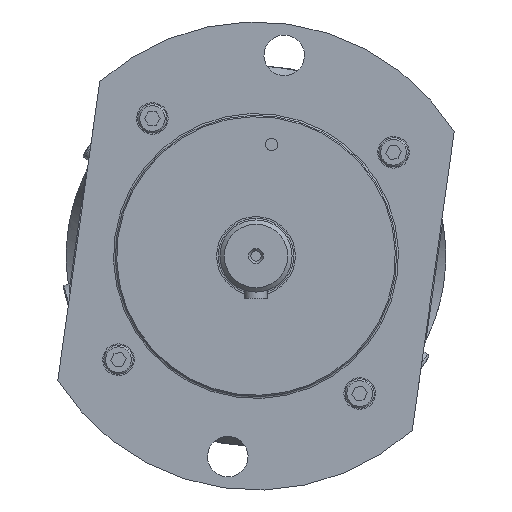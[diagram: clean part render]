
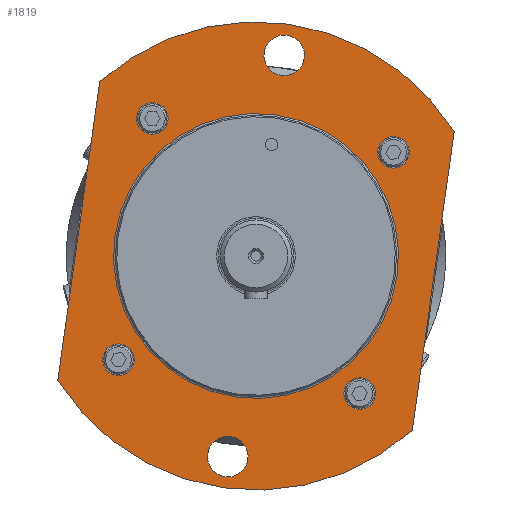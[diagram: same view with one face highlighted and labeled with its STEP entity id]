
A CAD part, front view. The second image highlights one B-rep face of the part: STEP entity #1819.
In plain terms, the highlighted planar face has unit normal (0, -1, 0).
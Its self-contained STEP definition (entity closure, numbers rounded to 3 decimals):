
#1361=FACE_BOUND('',#3779,.T.);
#1362=FACE_BOUND('',#3780,.T.);
#1363=FACE_BOUND('',#3781,.T.);
#1364=FACE_BOUND('',#3782,.T.);
#1365=FACE_BOUND('',#3783,.T.);
#1366=FACE_BOUND('',#3784,.T.);
#1367=FACE_BOUND('',#3785,.T.);
#1368=FACE_BOUND('',#3786,.T.);
#1819=ADVANCED_FACE('',(#1361,#1362,#1363,#1364,#1365,#1366,#1367,#1368),
#2504,.T.);
#2504=PLANE('',#13956);
#3779=EDGE_LOOP('',(#6116));
#3780=EDGE_LOOP('',(#6117));
#3781=EDGE_LOOP('',(#6118));
#3782=EDGE_LOOP('',(#6119));
#3783=EDGE_LOOP('',(#6120));
#3784=EDGE_LOOP('',(#6121));
#3785=EDGE_LOOP('',(#6122));
#3786=EDGE_LOOP('',(#6123,#6124,#6125,#6126));
#4491=CIRCLE('',#13924,7.);
#4492=CIRCLE('',#13926,7.);
#4493=CIRCLE('',#13928,7.);
#4494=CIRCLE('',#13930,7.);
#4495=CIRCLE('',#13932,63.285);
#4507=CIRCLE('',#13952,9.);
#4508=CIRCLE('',#13953,9.);
#4509=CIRCLE('',#13954,104.);
#4510=CIRCLE('',#13955,104.);
#6116=ORIENTED_EDGE('',*,*,#10292,.T.);
#6117=ORIENTED_EDGE('',*,*,#10291,.T.);
#6118=ORIENTED_EDGE('',*,*,#10290,.T.);
#6119=ORIENTED_EDGE('',*,*,#10289,.T.);
#6120=ORIENTED_EDGE('',*,*,#10288,.T.);
#6121=ORIENTED_EDGE('',*,*,#10316,.T.);
#6122=ORIENTED_EDGE('',*,*,#10317,.T.);
#6123=ORIENTED_EDGE('',*,*,#10318,.T.);
#6124=ORIENTED_EDGE('',*,*,#10319,.T.);
#6125=ORIENTED_EDGE('',*,*,#10320,.T.);
#6126=ORIENTED_EDGE('',*,*,#10321,.T.);
#8812=VERTEX_POINT('',#19566);
#8813=VERTEX_POINT('',#19569);
#8814=VERTEX_POINT('',#19572);
#8815=VERTEX_POINT('',#19575);
#8816=VERTEX_POINT('',#19578);
#8840=VERTEX_POINT('',#19674);
#8841=VERTEX_POINT('',#19676);
#8842=VERTEX_POINT('',#19678);
#8843=VERTEX_POINT('',#19679);
#8844=VERTEX_POINT('',#19681);
#8845=VERTEX_POINT('',#19683);
#10288=EDGE_CURVE('',#8812,#8812,#4491,.T.);
#10289=EDGE_CURVE('',#8813,#8813,#4492,.T.);
#10290=EDGE_CURVE('',#8814,#8814,#4493,.T.);
#10291=EDGE_CURVE('',#8815,#8815,#4494,.T.);
#10292=EDGE_CURVE('',#8816,#8816,#4495,.T.);
#10316=EDGE_CURVE('',#8840,#8840,#4507,.T.);
#10317=EDGE_CURVE('',#8841,#8841,#4508,.T.);
#10318=EDGE_CURVE('',#8842,#8843,#4509,.T.);
#10319=EDGE_CURVE('',#8843,#8844,#11859,.T.);
#10320=EDGE_CURVE('',#8844,#8845,#4510,.T.);
#10321=EDGE_CURVE('',#8845,#8842,#11860,.T.);
#11859=LINE('',#19680,#12765);
#11860=LINE('',#19684,#12766);
#12765=VECTOR('',#16165,1.);
#12766=VECTOR('',#16168,1.);
#13924=AXIS2_PLACEMENT_3D('',#19565,#16099,#16100);
#13926=AXIS2_PLACEMENT_3D('',#19568,#16103,#16104);
#13928=AXIS2_PLACEMENT_3D('',#19571,#16107,#16108);
#13930=AXIS2_PLACEMENT_3D('',#19574,#16111,#16112);
#13932=AXIS2_PLACEMENT_3D('',#19577,#16115,#16116);
#13952=AXIS2_PLACEMENT_3D('',#19673,#16159,#16160);
#13953=AXIS2_PLACEMENT_3D('',#19675,#16161,#16162);
#13954=AXIS2_PLACEMENT_3D('',#19677,#16163,#16164);
#13955=AXIS2_PLACEMENT_3D('',#19682,#16166,#16167);
#13956=AXIS2_PLACEMENT_3D('',#19685,#16169,#16170);
#16099=DIRECTION('',(0.,1.,0.));
#16100=DIRECTION('',(0.139,0.,0.99));
#16103=DIRECTION('',(0.,1.,0.));
#16104=DIRECTION('',(0.99,0.,-0.139));
#16107=DIRECTION('',(0.,1.,0.));
#16108=DIRECTION('',(-0.139,0.,-0.99));
#16111=DIRECTION('',(0.,1.,0.));
#16112=DIRECTION('',(-0.99,0.,0.139));
#16115=DIRECTION('',(0.,1.,0.));
#16116=DIRECTION('',(-0.139,0.,-0.99));
#16159=DIRECTION('',(0.,1.,0.));
#16160=DIRECTION('',(-0.139,0.,-0.99));
#16161=DIRECTION('',(0.,1.,0.));
#16162=DIRECTION('',(0.139,0.,0.99));
#16163=DIRECTION('',(0.,-1.,0.));
#16164=DIRECTION('',(-0.139,0.,-0.99));
#16165=DIRECTION('',(-0.139,0.,-0.99));
#16166=DIRECTION('',(0.,-1.,0.));
#16167=DIRECTION('',(-0.139,0.,-0.99));
#16168=DIRECTION('',(0.139,0.,0.99));
#16169=DIRECTION('',(0.,-1.,0.));
#16170=DIRECTION('',(0.,0.,-1.));
#19565=CARTESIAN_POINT('',(-46.039,-192.7,61.096));
#19566=CARTESIAN_POINT('',(-45.065,-192.7,68.027));
#19568=CARTESIAN_POINT('',(61.096,-192.7,46.039));
#19569=CARTESIAN_POINT('',(68.027,-192.7,45.065));
#19571=CARTESIAN_POINT('',(46.039,-192.7,-61.096));
#19572=CARTESIAN_POINT('',(45.065,-192.7,-68.027));
#19574=CARTESIAN_POINT('',(-61.096,-192.7,-46.039));
#19575=CARTESIAN_POINT('',(-68.027,-192.7,-45.065));
#19577=CARTESIAN_POINT('',(0.,-192.7,0.));
#19578=CARTESIAN_POINT('',(-8.808,-192.7,-62.669));
#19673=CARTESIAN_POINT('',(-12.526,-192.7,-89.124));
#19674=CARTESIAN_POINT('',(-13.778,-192.7,-98.037));
#19675=CARTESIAN_POINT('',(12.526,-192.7,89.124));
#19676=CARTESIAN_POINT('',(13.778,-192.7,98.037));
#19677=CARTESIAN_POINT('',(0.,-192.7,0.));
#19678=CARTESIAN_POINT('',(88.058,-192.7,55.334));
#19679=CARTESIAN_POINT('',(-69.395,-192.7,77.462));
#19680=CARTESIAN_POINT('',(-70.03,-192.7,72.941));
#19681=CARTESIAN_POINT('',(-88.058,-192.7,-55.334));
#19682=CARTESIAN_POINT('',(0.,-192.7,0.));
#19683=CARTESIAN_POINT('',(69.395,-192.7,-77.462));
#19684=CARTESIAN_POINT('',(87.423,-192.7,50.813));
#19685=CARTESIAN_POINT('',(8.696,-192.7,61.877));
